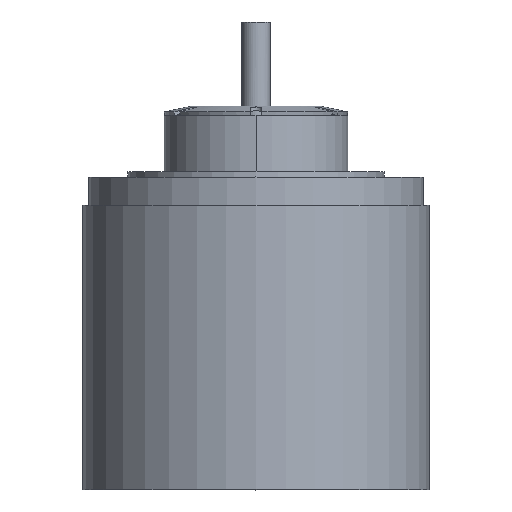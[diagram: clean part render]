
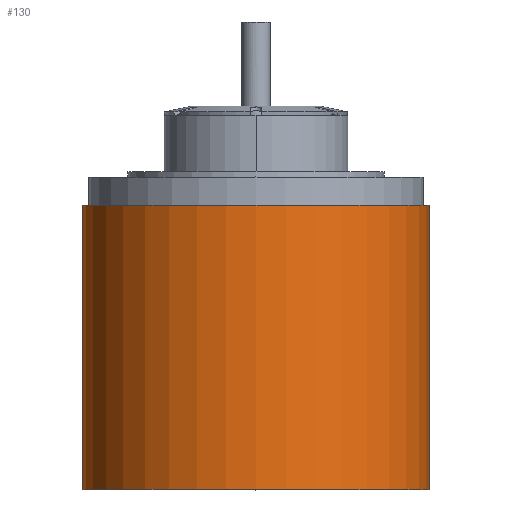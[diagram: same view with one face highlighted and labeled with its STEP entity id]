
A CAD part, top view. The second image highlights one B-rep face of the part: STEP entity #130.
In plain terms, the highlighted cylindrical face has radius 2.349 mm (diameter 4.699 mm), a partial arc.
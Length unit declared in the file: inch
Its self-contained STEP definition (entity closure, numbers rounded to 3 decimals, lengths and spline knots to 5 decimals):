
#71 = CARTESIAN_POINT ( 'NONE',  ( 0.0925, -0.0835, 0. ) ) ;
#130 = ADVANCED_FACE ( 'NONE', ( #2485 ), #3130, .T. ) ;
#396 = VECTOR ( 'NONE', #521, 39.37008 ) ;
#521 = DIRECTION ( 'NONE',  ( 0., 1., 0. ) ) ;
#752 = VERTEX_POINT ( 'NONE', #4124 ) ;
#890 = LINE ( 'NONE', #3880, #396 ) ;
#900 = LINE ( 'NONE', #3888, #3247 ) ;
#1126 = CIRCLE ( 'NONE', #4498, 0.0925 ) ;
#1153 = CIRCLE ( 'NONE', #3891, 0.0925 ) ;
#1254 = ORIENTED_EDGE ( 'NONE', *, *, #2356, .F. ) ;
#1264 = CARTESIAN_POINT ( 'NONE',  ( 0., 0.0685, 0. ) ) ;
#1283 = DIRECTION ( 'NONE',  ( 0., 1., 0. ) ) ;
#1318 = DIRECTION ( 'NONE',  ( 1., 0., 0. ) ) ;
#1419 = ORIENTED_EDGE ( 'NONE', *, *, #3312, .F. ) ;
#1430 = ORIENTED_EDGE ( 'NONE', *, *, #4663, .T. ) ;
#1622 = DIRECTION ( 'NONE',  ( 0., 1., 0. ) ) ;
#1823 = AXIS2_PLACEMENT_3D ( 'NONE', #4635, #1283, #3999 ) ;
#1888 = CARTESIAN_POINT ( 'NONE',  ( 0., -0.0835, 0. ) ) ;
#2143 = CARTESIAN_POINT ( 'NONE',  ( -0.0925, -0.0835, 0. ) ) ;
#2356 = EDGE_CURVE ( 'NONE', #2790, #4440, #890, .T. ) ;
#2485 = FACE_OUTER_BOUND ( 'NONE', #4113, .T. ) ;
#2790 = VERTEX_POINT ( 'NONE', #2143 ) ;
#3018 = EDGE_CURVE ( 'NONE', #3186, #752, #900, .T. ) ;
#3033 = DIRECTION ( 'NONE',  ( 1., 0., 0. ) ) ;
#3130 = CYLINDRICAL_SURFACE ( 'NONE', #1823, 0.0925 ) ;
#3186 = VERTEX_POINT ( 'NONE', #71 ) ;
#3247 = VECTOR ( 'NONE', #4651, 39.37008 ) ;
#3312 = EDGE_CURVE ( 'NONE', #4440, #752, #1126, .T. ) ;
#3389 = DIRECTION ( 'NONE',  ( 0., 1., 0. ) ) ;
#3880 = CARTESIAN_POINT ( 'NONE',  ( -0.0925, 0.0835, 0. ) ) ;
#3888 = CARTESIAN_POINT ( 'NONE',  ( 0.0925, 0.0835, 0. ) ) ;
#3891 = AXIS2_PLACEMENT_3D ( 'NONE', #1888, #3389, #3033 ) ;
#3999 = DIRECTION ( 'NONE',  ( 1., 0., 0. ) ) ;
#4113 = EDGE_LOOP ( 'NONE', ( #1254, #1430, #4679, #1419 ) ) ;
#4124 = CARTESIAN_POINT ( 'NONE',  ( 0.0925, 0.0685, 0. ) ) ;
#4387 = CARTESIAN_POINT ( 'NONE',  ( -0.0925, 0.0685, 0. ) ) ;
#4440 = VERTEX_POINT ( 'NONE', #4387 ) ;
#4498 = AXIS2_PLACEMENT_3D ( 'NONE', #1264, #1622, #1318 ) ;
#4635 = CARTESIAN_POINT ( 'NONE',  ( 0., 0.0835, 0. ) ) ;
#4651 = DIRECTION ( 'NONE',  ( 0., 1., 0. ) ) ;
#4663 = EDGE_CURVE ( 'NONE', #2790, #3186, #1153, .T. ) ;
#4679 = ORIENTED_EDGE ( 'NONE', *, *, #3018, .T. ) ;
